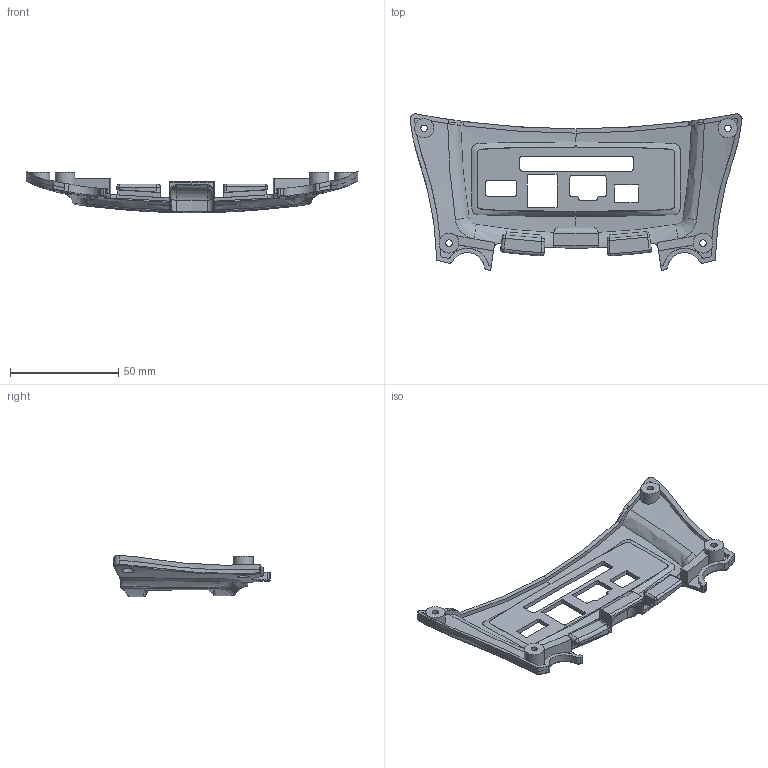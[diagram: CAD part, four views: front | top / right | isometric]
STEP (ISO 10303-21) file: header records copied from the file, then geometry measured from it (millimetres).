
FILE_DESCRIPTION(/* description */ (''),/* implementation_level */ '2;1');
FILE_NAME(/* name */ 'NUC 5th Gen Back Plate V2.0.step',/* time_stamp */ '2017-06-25T10:48:22+10:00',/* author */ (''),/* organization */ (''),/* preprocessor_version */ 'ST-DEVELOPER v16.13',/* originating_system */ 'Autodesk Translation Framework v6.1.1.50',/* authorisation */ '');
FILE_SCHEMA (('AUTOMOTIVE_DESIGN { 1 0 10303 214 3 1 1 }'));
Length unit declared in the file: millimetre
Products named in the file (1): Igus body and back modified v51
Bounding box: 153.61 x 72.33 x 19.23 mm (x, y, z)
Volume: 20616.6 mm3; surface area: 21919.4 mm2
Topology: 1 solids, 1 shells, 339 faces, 974 edges, 636 vertices
Faces by surface type: bspline 171, cylinder 96, plane 57, sphere 12, torus 3
Full cylindrical faces by diameter (mm): 3 x4, 5.6 x4, 8.9 x2, 9.2 x2
Entity records: 31907 total; most frequent: CARTESIAN_POINT 24057, ORIENTED_EDGE 1904, DIRECTION 1265, EDGE_CURVE 952, VERTEX_POINT 630, AXIS2_PLACEMENT_3D 503, EDGE_LOOP 372, B_SPLINE_CURVE_WITH_KNOTS 359
